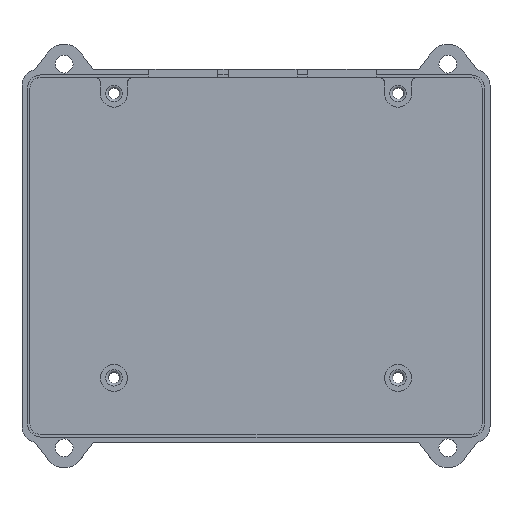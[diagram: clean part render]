
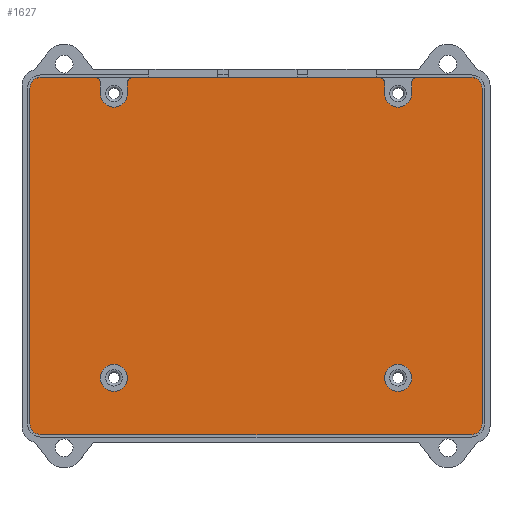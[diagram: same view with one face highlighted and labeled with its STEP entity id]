
A CAD part, top view. The second image highlights one B-rep face of the part: STEP entity #1627.
In plain terms, the highlighted planar face has unit normal (0, 0, 1).
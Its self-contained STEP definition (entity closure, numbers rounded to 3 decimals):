
#31=FACE_BOUND('',#602,.T.);
#32=FACE_BOUND('',#603,.T.);
#72=PLANE('',#1786);
#174=LINE('',#2596,#338);
#177=LINE('',#2601,#341);
#180=LINE('',#2606,#344);
#221=LINE('',#2706,#385);
#222=LINE('',#2710,#386);
#223=LINE('',#2714,#387);
#224=LINE('',#2719,#388);
#225=LINE('',#2723,#389);
#226=LINE('',#2728,#390);
#227=LINE('',#2731,#391);
#338=VECTOR('',#2104,10.);
#341=VECTOR('',#2107,10.);
#344=VECTOR('',#2110,10.);
#385=VECTOR('',#2209,10.);
#386=VECTOR('',#2212,10.);
#387=VECTOR('',#2215,10.);
#388=VECTOR('',#2220,10.);
#389=VECTOR('',#2223,10.);
#390=VECTOR('',#2228,10.);
#391=VECTOR('',#2231,10.);
#501=FACE_OUTER_BOUND('',#601,.T.);
#601=EDGE_LOOP('',(#1449,#1450,#1451,#1452,#1453,#1454,#1455,#1456,#1457,
#1458,#1459,#1460,#1461,#1462,#1463,#1464,#1465,#1466,#1467,#1468));
#602=EDGE_LOOP('',(#1469));
#603=EDGE_LOOP('',(#1470));
#687=CIRCLE('',#1785,1.);
#688=CIRCLE('',#1787,2.);
#689=CIRCLE('',#1788,2.);
#690=CIRCLE('',#1789,2.);
#691=CIRCLE('',#1790,2.);
#692=CIRCLE('',#1791,1.);
#693=CIRCLE('',#1792,2.55);
#694=CIRCLE('',#1793,1.);
#695=CIRCLE('',#1794,1.);
#696=CIRCLE('',#1795,2.55);
#697=CIRCLE('',#1796,2.55);
#698=CIRCLE('',#1797,2.55);
#806=VERTEX_POINT('',#2593);
#807=VERTEX_POINT('',#2595);
#808=VERTEX_POINT('',#2598);
#809=VERTEX_POINT('',#2600);
#810=VERTEX_POINT('',#2603);
#811=VERTEX_POINT('',#2605);
#839=VERTEX_POINT('',#2699);
#840=VERTEX_POINT('',#2703);
#841=VERTEX_POINT('',#2705);
#842=VERTEX_POINT('',#2707);
#843=VERTEX_POINT('',#2709);
#844=VERTEX_POINT('',#2711);
#845=VERTEX_POINT('',#2713);
#846=VERTEX_POINT('',#2716);
#847=VERTEX_POINT('',#2718);
#848=VERTEX_POINT('',#2720);
#849=VERTEX_POINT('',#2722);
#850=VERTEX_POINT('',#2725);
#851=VERTEX_POINT('',#2727);
#852=VERTEX_POINT('',#2729);
#853=VERTEX_POINT('',#2732);
#854=VERTEX_POINT('',#2734);
#1000=EDGE_CURVE('',#807,#806,#174,.T.);
#1003=EDGE_CURVE('',#809,#808,#177,.T.);
#1006=EDGE_CURVE('',#811,#810,#180,.T.);
#1054=EDGE_CURVE('',#839,#807,#687,.T.);
#1056=EDGE_CURVE('',#806,#840,#688,.T.);
#1057=EDGE_CURVE('',#840,#841,#221,.T.);
#1058=EDGE_CURVE('',#841,#842,#689,.T.);
#1059=EDGE_CURVE('',#842,#843,#222,.T.);
#1060=EDGE_CURVE('',#843,#844,#690,.T.);
#1061=EDGE_CURVE('',#844,#845,#223,.T.);
#1062=EDGE_CURVE('',#845,#811,#691,.T.);
#1063=EDGE_CURVE('',#810,#846,#692,.T.);
#1064=EDGE_CURVE('',#846,#847,#224,.T.);
#1065=EDGE_CURVE('',#848,#847,#693,.T.);
#1066=EDGE_CURVE('',#848,#849,#225,.T.);
#1067=EDGE_CURVE('',#849,#809,#694,.T.);
#1068=EDGE_CURVE('',#808,#850,#695,.T.);
#1069=EDGE_CURVE('',#850,#851,#226,.T.);
#1070=EDGE_CURVE('',#851,#852,#696,.T.);
#1071=EDGE_CURVE('',#852,#839,#227,.T.);
#1072=EDGE_CURVE('',#853,#853,#697,.T.);
#1073=EDGE_CURVE('',#854,#854,#698,.T.);
#1449=ORIENTED_EDGE('',*,*,#1054,.T.);
#1450=ORIENTED_EDGE('',*,*,#1000,.T.);
#1451=ORIENTED_EDGE('',*,*,#1056,.T.);
#1452=ORIENTED_EDGE('',*,*,#1057,.T.);
#1453=ORIENTED_EDGE('',*,*,#1058,.T.);
#1454=ORIENTED_EDGE('',*,*,#1059,.T.);
#1455=ORIENTED_EDGE('',*,*,#1060,.T.);
#1456=ORIENTED_EDGE('',*,*,#1061,.T.);
#1457=ORIENTED_EDGE('',*,*,#1062,.T.);
#1458=ORIENTED_EDGE('',*,*,#1006,.T.);
#1459=ORIENTED_EDGE('',*,*,#1063,.T.);
#1460=ORIENTED_EDGE('',*,*,#1064,.T.);
#1461=ORIENTED_EDGE('',*,*,#1065,.F.);
#1462=ORIENTED_EDGE('',*,*,#1066,.T.);
#1463=ORIENTED_EDGE('',*,*,#1067,.T.);
#1464=ORIENTED_EDGE('',*,*,#1003,.T.);
#1465=ORIENTED_EDGE('',*,*,#1068,.T.);
#1466=ORIENTED_EDGE('',*,*,#1069,.T.);
#1467=ORIENTED_EDGE('',*,*,#1070,.T.);
#1468=ORIENTED_EDGE('',*,*,#1071,.T.);
#1469=ORIENTED_EDGE('',*,*,#1072,.T.);
#1470=ORIENTED_EDGE('',*,*,#1073,.T.);
#1627=ADVANCED_FACE('',(#501,#31,#32),#72,.F.);
#1785=AXIS2_PLACEMENT_3D('',#2700,#2202,#2203);
#1786=AXIS2_PLACEMENT_3D('',#2702,#2205,#2206);
#1787=AXIS2_PLACEMENT_3D('',#2704,#2207,#2208);
#1788=AXIS2_PLACEMENT_3D('',#2708,#2210,#2211);
#1789=AXIS2_PLACEMENT_3D('',#2712,#2213,#2214);
#1790=AXIS2_PLACEMENT_3D('',#2715,#2216,#2217);
#1791=AXIS2_PLACEMENT_3D('',#2717,#2218,#2219);
#1792=AXIS2_PLACEMENT_3D('',#2721,#2221,#2222);
#1793=AXIS2_PLACEMENT_3D('',#2724,#2224,#2225);
#1794=AXIS2_PLACEMENT_3D('',#2726,#2226,#2227);
#1795=AXIS2_PLACEMENT_3D('',#2730,#2229,#2230);
#1796=AXIS2_PLACEMENT_3D('',#2733,#2232,#2233);
#1797=AXIS2_PLACEMENT_3D('',#2735,#2234,#2235);
#2104=DIRECTION('',(-1.,0.,0.));
#2107=DIRECTION('',(-1.,0.,0.));
#2110=DIRECTION('',(-1.,0.,0.));
#2202=DIRECTION('center_axis',(0.,0.,1.));
#2203=DIRECTION('ref_axis',(0.707,0.707,0.));
#2205=DIRECTION('center_axis',(0.,0.,-1.));
#2206=DIRECTION('ref_axis',(1.,0.,0.));
#2207=DIRECTION('center_axis',(0.,0.,1.));
#2208=DIRECTION('ref_axis',(1.,0.,0.));
#2209=DIRECTION('',(0.,-1.,0.));
#2210=DIRECTION('center_axis',(0.,0.,1.));
#2211=DIRECTION('ref_axis',(1.,0.,0.));
#2212=DIRECTION('',(1.,0.,0.));
#2213=DIRECTION('center_axis',(0.,0.,1.));
#2214=DIRECTION('ref_axis',(1.,0.,0.));
#2215=DIRECTION('',(0.,1.,0.));
#2216=DIRECTION('center_axis',(0.,0.,1.));
#2217=DIRECTION('ref_axis',(1.,0.,0.));
#2218=DIRECTION('center_axis',(0.,0.,1.));
#2219=DIRECTION('ref_axis',(-0.707,0.707,0.));
#2220=DIRECTION('',(0.,-1.,0.));
#2221=DIRECTION('center_axis',(0.,0.,1.));
#2222=DIRECTION('ref_axis',(-1.,0.,0.));
#2223=DIRECTION('',(0.,1.,0.));
#2224=DIRECTION('center_axis',(0.,0.,1.));
#2225=DIRECTION('ref_axis',(0.707,0.707,0.));
#2226=DIRECTION('center_axis',(0.,0.,1.));
#2227=DIRECTION('ref_axis',(-0.707,0.707,0.));
#2228=DIRECTION('',(0.,-1.,0.));
#2229=DIRECTION('center_axis',(0.,0.,-1.));
#2230=DIRECTION('ref_axis',(1.,0.,0.));
#2231=DIRECTION('',(0.,1.,0.));
#2232=DIRECTION('center_axis',(0.,0.,-1.));
#2233=DIRECTION('ref_axis',(1.,0.,0.));
#2234=DIRECTION('center_axis',(0.,0.,-1.));
#2235=DIRECTION('ref_axis',(1.,0.,0.));
#2593=CARTESIAN_POINT('',(11.66,119.372,-4.266));
#2595=CARTESIAN_POINT('',(21.85,119.372,-4.266));
#2596=CARTESIAN_POINT('',(31.865,119.372,-4.266));
#2598=CARTESIAN_POINT('',(28.95,119.372,-4.266));
#2600=CARTESIAN_POINT('',(75.19,119.372,-4.266));
#2601=CARTESIAN_POINT('',(31.865,119.372,-4.266));
#2603=CARTESIAN_POINT('',(82.29,119.372,-4.266));
#2605=CARTESIAN_POINT('',(92.48,119.372,-4.266));
#2606=CARTESIAN_POINT('',(31.865,119.372,-4.266));
#2699=CARTESIAN_POINT('',(22.85,118.372,-4.266));
#2700=CARTESIAN_POINT('Origin',(21.85,118.372,-4.266));
#2702=CARTESIAN_POINT('Origin',(52.876,85.392,-4.266));
#2703=CARTESIAN_POINT('',(9.66,117.372,-4.266));
#2704=CARTESIAN_POINT('Origin',(11.66,117.372,-4.266));
#2705=CARTESIAN_POINT('',(9.66,54.332,-4.266));
#2706=CARTESIAN_POINT('',(9.66,70.092,-4.266));
#2707=CARTESIAN_POINT('',(11.66,52.332,-4.266));
#2708=CARTESIAN_POINT('Origin',(11.66,54.332,-4.266));
#2709=CARTESIAN_POINT('',(92.48,52.332,-4.266));
#2710=CARTESIAN_POINT('',(72.275,52.332,-4.266));
#2711=CARTESIAN_POINT('',(94.48,54.332,-4.266));
#2712=CARTESIAN_POINT('Origin',(92.48,54.332,-4.266));
#2713=CARTESIAN_POINT('',(94.48,117.372,-4.266));
#2714=CARTESIAN_POINT('',(94.48,101.612,-4.266));
#2715=CARTESIAN_POINT('Origin',(92.48,117.372,-4.266));
#2716=CARTESIAN_POINT('',(81.29,118.372,-4.266));
#2717=CARTESIAN_POINT('Origin',(82.29,118.372,-4.266));
#2718=CARTESIAN_POINT('',(81.29,116.332,-4.266));
#2719=CARTESIAN_POINT('',(81.29,100.862,-4.266));
#2720=CARTESIAN_POINT('',(76.19,116.332,-4.266));
#2721=CARTESIAN_POINT('Origin',(78.74,116.332,-4.266));
#2722=CARTESIAN_POINT('',(76.19,118.372,-4.266));
#2723=CARTESIAN_POINT('',(76.19,102.382,-4.266));
#2724=CARTESIAN_POINT('Origin',(75.19,118.372,-4.266));
#2725=CARTESIAN_POINT('',(27.95,118.372,-4.266));
#2726=CARTESIAN_POINT('Origin',(28.95,118.372,-4.266));
#2727=CARTESIAN_POINT('',(27.95,116.332,-4.266));
#2728=CARTESIAN_POINT('',(27.95,100.862,-4.266));
#2729=CARTESIAN_POINT('',(22.85,116.332,-4.266));
#2730=CARTESIAN_POINT('Origin',(25.4,116.332,-4.266));
#2731=CARTESIAN_POINT('',(22.85,102.382,-4.266));
#2732=CARTESIAN_POINT('',(76.19,62.992,-4.266));
#2733=CARTESIAN_POINT('Origin',(78.74,62.992,-4.266));
#2734=CARTESIAN_POINT('',(22.85,62.992,-4.266));
#2735=CARTESIAN_POINT('Origin',(25.4,62.992,-4.266));
